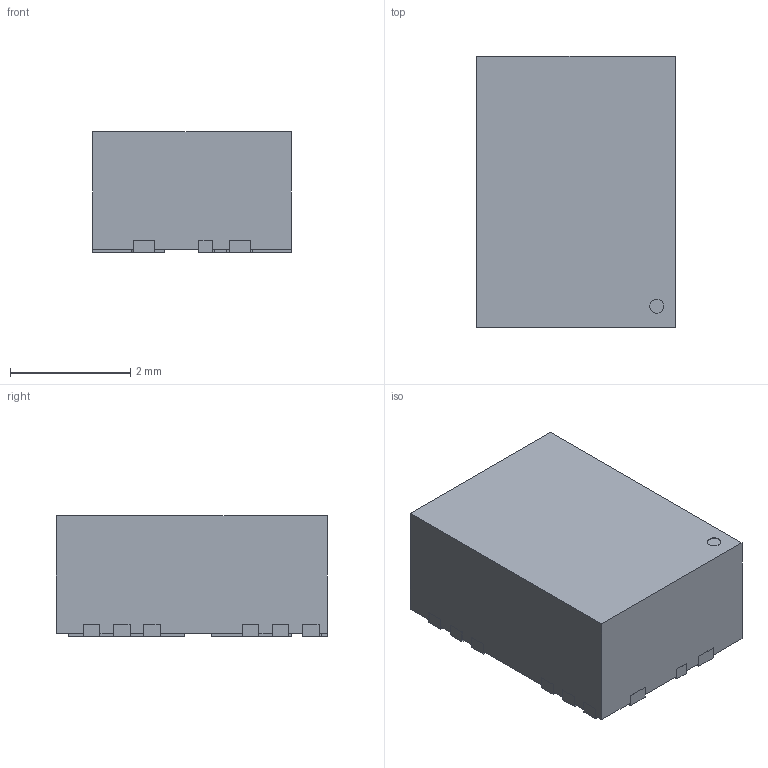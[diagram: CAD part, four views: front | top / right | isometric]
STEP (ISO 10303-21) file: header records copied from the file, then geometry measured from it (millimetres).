
FILE_DESCRIPTION(/* description */ ('Unknown'),/* implementation_level */ '2;1');
FILE_NAME(/* name */ 'TPSM84338RCJR',/* time_stamp */ '2025-01-13T08:27:01+02:00',/* author */ ('Unknown'),/* organization */ ('Unknown'),/* preprocessor_version */ 'ST-DEVELOPER v19.4',/* originating_system */ 'Solid Edge',/* authorisation */ 'Unknown');
FILE_SCHEMA (('AUTOMOTIVE_DESIGN {1 0 10303 214 3 1 1}'));
Length unit declared in the file: millimetre
Products named in the file (1): TPSM84338RCJR
Bounding box: 3.3 x 4.5 x 2 mm (x, y, z)
Volume: 29.3 mm3; surface area: 61.9 mm2
Topology: 1 solids, 1 shells, 118 faces, 345 edges, 230 vertices
Faces by surface type: plane 111, cylinder 7
Full cylindrical faces by diameter (mm): 0.229 x1
Entity records: 4689 total; most frequent: CARTESIAN_POINT 693, ORIENTED_EDGE 688, DIRECTION 596, EDGE_CURVE 344, LINE 330, VECTOR 330, VERTEX_POINT 230, AXIS2_PLACEMENT_3D 133
